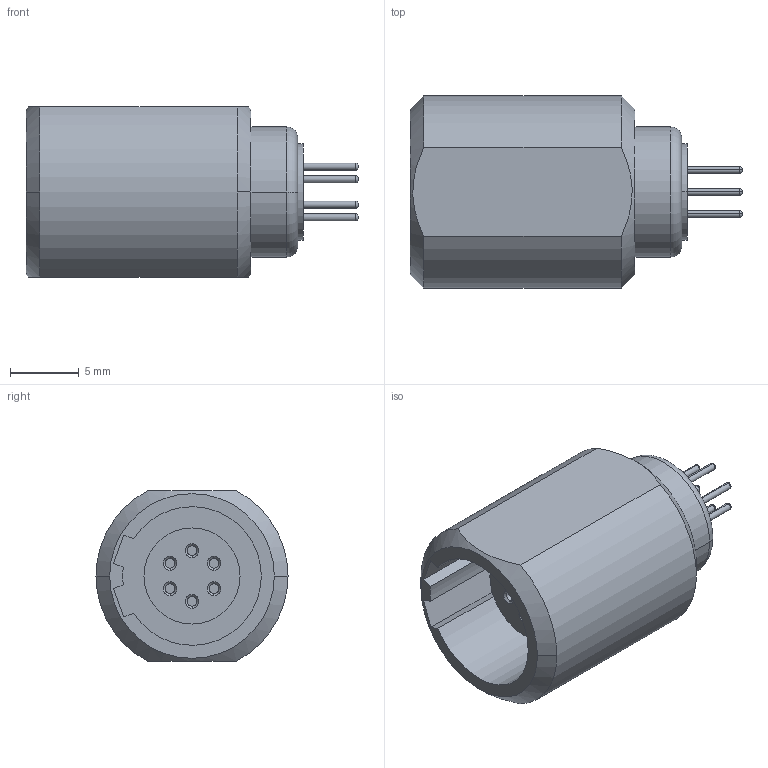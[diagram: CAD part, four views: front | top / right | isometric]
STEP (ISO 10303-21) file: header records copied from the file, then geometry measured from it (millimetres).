
FILE_DESCRIPTION((''),'2;1');
FILE_NAME('G51MA_-P06Q','2023-09-12T07:13:03',('RTrager'),(''),'CREO PARAMETRIC BY PTC INC, 2022014','CREO PARAMETRIC BY PTC INC, 2022014','');
FILE_SCHEMA(('AUTOMOTIVE_DESIGN { 1 0 10303 214 1 1 1 1 }'));
Length unit declared in the file: millimetre
Products named in the file (1): G51MA_-P06Q
Bounding box: 24.2 x 14 x 12.4 mm (x, y, z)
Volume: 1754.8 mm3; surface area: 1954 mm2
Topology: 1 solids, 1 shells, 99 faces, 214 edges, 134 vertices
Faces by surface type: cylinder 34, plane 30, bspline 17, cone 16, torus 2
Entity records: 6454 total; most frequent: CARTESIAN_POINT 1316, DIRECTION 530, ORIENTED_EDGE 428, PROPERTY_DEFINITION 409, REPRESENTATION 408, PROPERTY_DEFINITION_REPRESENTATION 408, DESCRIPTIVE_REPRESENTATION_ITEM 214, EDGE_CURVE 214
